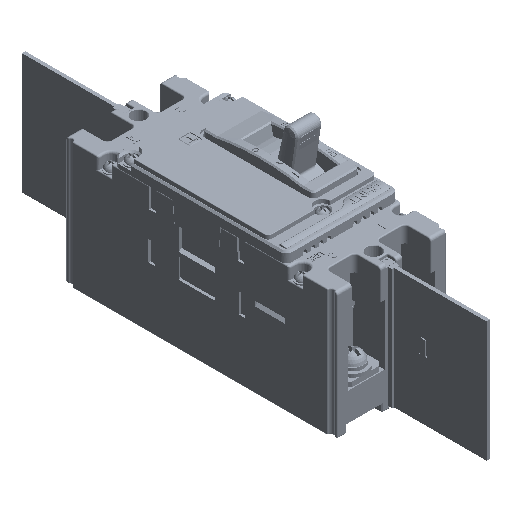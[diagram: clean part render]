
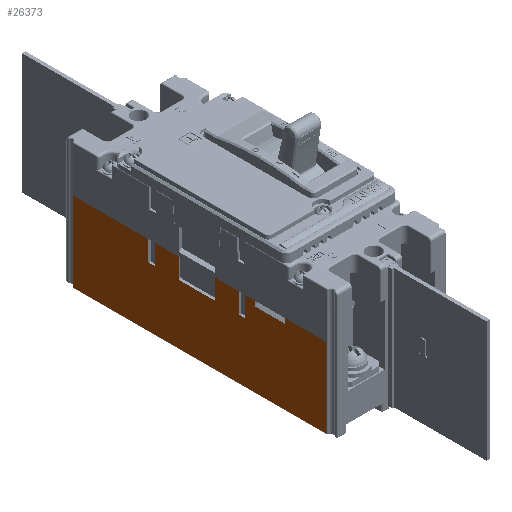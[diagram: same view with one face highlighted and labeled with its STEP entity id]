
A CAD part, isometric view. The second image highlights one B-rep face of the part: STEP entity #26373.
In plain terms, the highlighted planar face has unit normal (-1, 0, 0).
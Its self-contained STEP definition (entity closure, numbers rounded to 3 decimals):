
#1220=DIRECTION('',(0.,1.,0.));
#1221=VECTOR('',#1220,20.564);
#1222=CARTESIAN_POINT('',(0.,4.436,-1.));
#1223=LINE('',#1222,#1221);
#1638=DIRECTION('',(0.,0.,1.));
#1639=VECTOR('',#1638,10.);
#1640=CARTESIAN_POINT('',(0.,90.,-11.));
#1641=LINE('',#1640,#1639);
#1642=DIRECTION('',(0.,-1.,0.));
#1643=VECTOR('',#1642,12.);
#1644=CARTESIAN_POINT('',(0.,90.,-1.));
#1645=LINE('',#1644,#1643);
#1646=DIRECTION('',(0.,0.,1.));
#1647=VECTOR('',#1646,10.);
#1648=CARTESIAN_POINT('',(0.,60.,-11.));
#1649=LINE('',#1648,#1647);
#1650=DIRECTION('',(0.,-1.,0.));
#1651=VECTOR('',#1650,12.);
#1652=CARTESIAN_POINT('',(0.,60.,-1.));
#1653=LINE('',#1652,#1651);
#1654=DIRECTION('',(0.,0.,1.));
#1655=VECTOR('',#1654,10.);
#1656=CARTESIAN_POINT('',(0.,45.,-11.));
#1657=LINE('',#1656,#1655);
#1658=DIRECTION('',(0.,-1.,0.));
#1659=VECTOR('',#1658,5.);
#1660=CARTESIAN_POINT('',(0.,45.,-1.));
#1661=LINE('',#1660,#1659);
#1662=DIRECTION('',(0.,-1.,0.));
#1663=VECTOR('',#1662,37.564);
#1664=CARTESIAN_POINT('',(0.,130.564,-1.));
#1665=LINE('',#1664,#1663);
#1666=DIRECTION('',(0.,1.,0.));
#1667=VECTOR('',#1666,3.);
#1668=CARTESIAN_POINT('',(0.,90.,-11.));
#1669=LINE('',#1668,#1667);
#1682=DIRECTION('',(0.,0.,1.));
#1683=VECTOR('',#1682,10.);
#1684=CARTESIAN_POINT('',(0.,93.,-11.));
#1685=LINE('',#1684,#1683);
#2057=DIRECTION('',(0.,0.,-1.));
#2058=VECTOR('',#2057,39.5);
#2059=CARTESIAN_POINT('',(0.,130.564,-1.));
#2060=LINE('',#2059,#2058);
#2061=DIRECTION('',(0.,-1.,0.));
#2062=VECTOR('',#2061,126.127);
#2063=CARTESIAN_POINT('',(0.,130.564,-40.5));
#2064=LINE('',#2063,#2062);
#2121=DIRECTION('',(0.,0.,1.));
#2122=VECTOR('',#2121,39.5);
#2123=CARTESIAN_POINT('',(0.,4.436,-40.5));
#2124=LINE('',#2123,#2122);
#16154=DIRECTION('',(0.,0.,1.));
#16155=VECTOR('',#16154,10.);
#16156=CARTESIAN_POINT('',(0.,78.,-11.));
#16157=LINE('',#16156,#16155);
#16158=DIRECTION('',(0.,1.,0.));
#16159=VECTOR('',#16158,18.);
#16160=CARTESIAN_POINT('',(0.,60.,-11.));
#16161=LINE('',#16160,#16159);
#16458=DIRECTION('',(0.,0.,1.));
#16459=VECTOR('',#16458,10.);
#16460=CARTESIAN_POINT('',(0.,48.,-11.));
#16461=LINE('',#16460,#16459);
#16478=DIRECTION('',(0.,1.,0.));
#16479=VECTOR('',#16478,3.);
#16480=CARTESIAN_POINT('',(0.,45.,-11.));
#16481=LINE('',#16480,#16479);
#16498=DIRECTION('',(0.,0.,1.));
#16499=VECTOR('',#16498,2.5);
#16500=CARTESIAN_POINT('',(0.,40.,-3.5));
#16501=LINE('',#16500,#16499);
#16502=DIRECTION('',(0.,1.,0.));
#16503=VECTOR('',#16502,15.);
#16504=CARTESIAN_POINT('',(0.,25.,-3.5));
#16505=LINE('',#16504,#16503);
#16506=DIRECTION('',(0.,0.,-1.));
#16507=VECTOR('',#16506,2.5);
#16508=CARTESIAN_POINT('',(0.,25.,-1.));
#16509=LINE('',#16508,#16507);
#18495=CARTESIAN_POINT('',(0.,78.,-1.));
#18496=VERTEX_POINT('',#18495);
#18497=CARTESIAN_POINT('',(0.,90.,-1.));
#18498=VERTEX_POINT('',#18497);
#18503=CARTESIAN_POINT('',(0.,93.,-1.));
#18504=VERTEX_POINT('',#18503);
#18505=CARTESIAN_POINT('',(0.,130.564,-1.));
#18506=VERTEX_POINT('',#18505);
#18757=CARTESIAN_POINT('',(0.,4.436,-1.));
#18758=VERTEX_POINT('',#18757);
#18759=CARTESIAN_POINT('',(0.,25.,-1.));
#18760=VERTEX_POINT('',#18759);
#18765=CARTESIAN_POINT('',(0.,40.,-1.));
#18766=VERTEX_POINT('',#18765);
#18767=CARTESIAN_POINT('',(0.,45.,-1.));
#18768=VERTEX_POINT('',#18767);
#18773=CARTESIAN_POINT('',(0.,48.,-1.));
#18774=VERTEX_POINT('',#18773);
#18775=CARTESIAN_POINT('',(0.,60.,-1.));
#18776=VERTEX_POINT('',#18775);
#21029=CARTESIAN_POINT('',(0.,60.,-11.));
#21030=VERTEX_POINT('',#21029);
#21031=CARTESIAN_POINT('',(0.,90.,-11.));
#21032=CARTESIAN_POINT('',(0.,93.,-11.));
#21033=VERTEX_POINT('',#21031);
#21034=VERTEX_POINT('',#21032);
#21035=CARTESIAN_POINT('',(0.,78.,-11.));
#21036=VERTEX_POINT('',#21035);
#21037=CARTESIAN_POINT('',(0.,48.,-11.));
#21038=VERTEX_POINT('',#21037);
#21039=CARTESIAN_POINT('',(0.,45.,-11.));
#21040=VERTEX_POINT('',#21039);
#21041=CARTESIAN_POINT('',(0.,40.,-3.5));
#21042=VERTEX_POINT('',#21041);
#21043=CARTESIAN_POINT('',(0.,25.,-3.5));
#21044=VERTEX_POINT('',#21043);
#21045=CARTESIAN_POINT('',(0.,4.436,-40.5));
#21046=VERTEX_POINT('',#21045);
#21047=CARTESIAN_POINT('',(0.,130.564,-40.5));
#21048=VERTEX_POINT('',#21047);
#26330=CARTESIAN_POINT('',(0.,135.,-41.));
#26331=DIRECTION('',(-1.,0.,0.));
#26332=DIRECTION('',(0.,1.,0.));
#26333=AXIS2_PLACEMENT_3D('',#26330,#26331,#26332);
#26334=PLANE('',#26333);
#26336=ORIENTED_EDGE('',*,*,#26335,.F.);
#26338=ORIENTED_EDGE('',*,*,#26337,.T.);
#26340=ORIENTED_EDGE('',*,*,#26339,.T.);
#26342=ORIENTED_EDGE('',*,*,#26341,.F.);
#26344=ORIENTED_EDGE('',*,*,#26343,.F.);
#26345=ORIENTED_EDGE('',*,*,#26315,.T.);
#26346=ORIENTED_EDGE('',*,*,#25527,.T.);
#26348=ORIENTED_EDGE('',*,*,#26347,.F.);
#26350=ORIENTED_EDGE('',*,*,#26349,.F.);
#26352=ORIENTED_EDGE('',*,*,#26351,.T.);
#26353=ORIENTED_EDGE('',*,*,#25519,.T.);
#26355=ORIENTED_EDGE('',*,*,#26354,.F.);
#26357=ORIENTED_EDGE('',*,*,#26356,.F.);
#26359=ORIENTED_EDGE('',*,*,#26358,.F.);
#26360=ORIENTED_EDGE('',*,*,#25511,.F.);
#26362=ORIENTED_EDGE('',*,*,#26361,.F.);
#26364=ORIENTED_EDGE('',*,*,#26363,.F.);
#26366=ORIENTED_EDGE('',*,*,#26365,.F.);
#26368=ORIENTED_EDGE('',*,*,#26367,.T.);
#26370=ORIENTED_EDGE('',*,*,#26369,.F.);
#26371=EDGE_LOOP('',(#26336,#26338,#26340,#26342,#26344,#26345,#26346,#26348,
#26350,#26352,#26353,#26355,#26357,#26359,#26360,#26362,#26364,#26366,#26368,
#26370));
#26372=FACE_OUTER_BOUND('',#26371,.F.);
#26373=ADVANCED_FACE('',(#26372),#26334,.T.);
#25511=EDGE_CURVE('',#18758,#18760,#1223,.T.);
#25519=EDGE_CURVE('',#18768,#18766,#1661,.T.);
#25527=EDGE_CURVE('',#18776,#18774,#1653,.T.);
#26315=EDGE_CURVE('',#21030,#18776,#1649,.T.);
#26335=EDGE_CURVE('',#21033,#21034,#1669,.T.);
#26337=EDGE_CURVE('',#21033,#18498,#1641,.T.);
#26339=EDGE_CURVE('',#18498,#18496,#1645,.T.);
#26341=EDGE_CURVE('',#21036,#18496,#16157,.T.);
#26343=EDGE_CURVE('',#21030,#21036,#16161,.T.);
#26347=EDGE_CURVE('',#21038,#18774,#16461,.T.);
#26349=EDGE_CURVE('',#21040,#21038,#16481,.T.);
#26351=EDGE_CURVE('',#21040,#18768,#1657,.T.);
#26354=EDGE_CURVE('',#21042,#18766,#16501,.T.);
#26356=EDGE_CURVE('',#21044,#21042,#16505,.T.);
#26358=EDGE_CURVE('',#18760,#21044,#16509,.T.);
#26361=EDGE_CURVE('',#21046,#18758,#2124,.T.);
#26363=EDGE_CURVE('',#21048,#21046,#2064,.T.);
#26365=EDGE_CURVE('',#18506,#21048,#2060,.T.);
#26367=EDGE_CURVE('',#18506,#18504,#1665,.T.);
#26369=EDGE_CURVE('',#21034,#18504,#1685,.T.);
